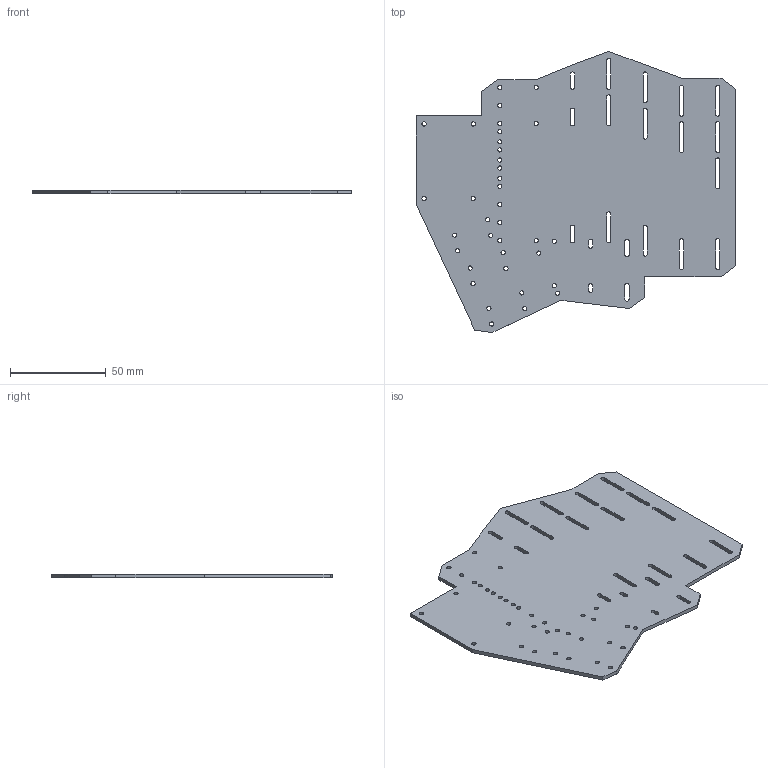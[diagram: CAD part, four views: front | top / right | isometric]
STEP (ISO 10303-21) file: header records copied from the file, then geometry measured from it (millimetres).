
FILE_DESCRIPTION(/* description */ (''),/* implementation_level */ '2;1');
FILE_NAME(/* name */ '7x4.step',/* time_stamp */ '2023-07-06T04:29:56+08:00',/* author */ (''),/* organization */ (''),/* preprocessor_version */ 'ST-DEVELOPER v19.2',/* originating_system */ 'Autodesk Translation Framework v12.6.0.85',/* authorisation */ '');
FILE_SCHEMA (('AUTOMOTIVE_DESIGN { 1 0 10303 214 3 1 1 }'));
Length unit declared in the file: millimetre
Products named in the file (1): 7x4 (2.2mm)
Bounding box: 167.12 x 147.04 x 2 mm (x, y, z)
Volume: 35796.8 mm3; surface area: 38569.9 mm2
Topology: 1 solids, 1 shells, 138 faces, 408 edges, 272 vertices
Faces by surface type: cylinder 76, plane 62
Full cylindrical faces by diameter (mm): 2.2 x36
Entity records: 4928 total; most frequent: DIRECTION 838, CARTESIAN_POINT 819, ORIENTED_EDGE 816, EDGE_CURVE 408, AXIS2_PLACEMENT_3D 291, VERTEX_POINT 272, LINE 256, VECTOR 256
